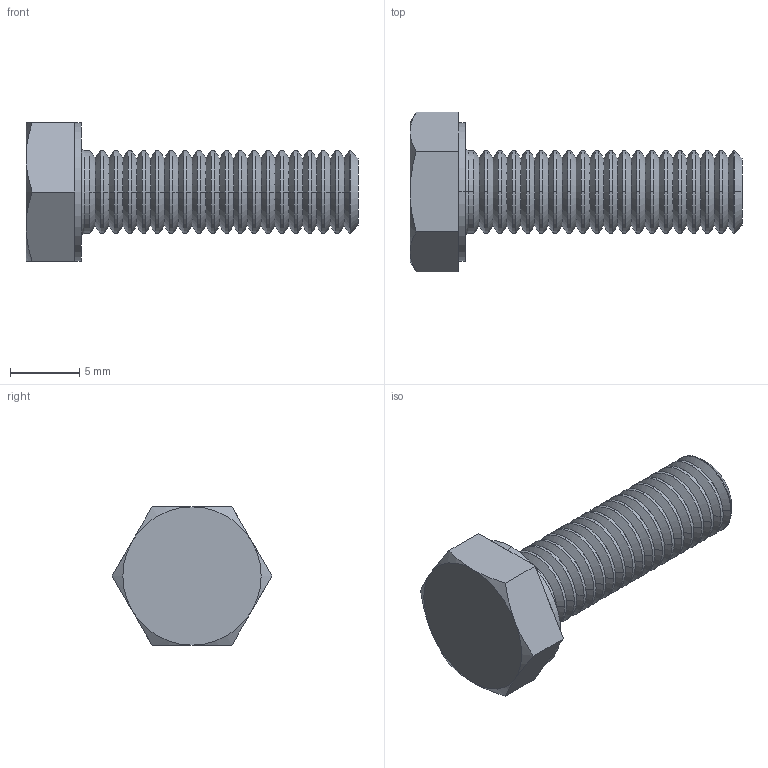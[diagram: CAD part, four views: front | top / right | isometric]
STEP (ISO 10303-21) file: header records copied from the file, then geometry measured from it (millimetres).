
FILE_DESCRIPTION (( 'STEP AP203' ), '1' );
FILE_NAME ('Bolt_2_Défaut_sldprt.STEP', '2020-01-15T11:00:06', ( '' ), ( '' ), 'SwSTEP 2.0', 'SolidWorks 2017', '' );
FILE_SCHEMA (( 'CONFIG_CONTROL_DESIGN' ));
Length unit declared in the file: millimetre
Products named in the file (1): Bolt_2_Défaut_sldprt
Bounding box: 24 x 11.55 x 10 mm (x, y, z)
Volume: 832 mm3; surface area: 836.5 mm2
Topology: 1 solids, 1 shells, 143 faces, 364 edges, 224 vertices
Faces by surface type: cone 84, cylinder 42, plane 15, torus 2
Entity records: 4477 total; most frequent: DIRECTION 854, CARTESIAN_POINT 792, ORIENTED_EDGE 728, EDGE_CURVE 364, AXIS2_PLACEMENT_3D 358, VERTEX_POINT 224, CIRCLE 214, EDGE_LOOP 144
